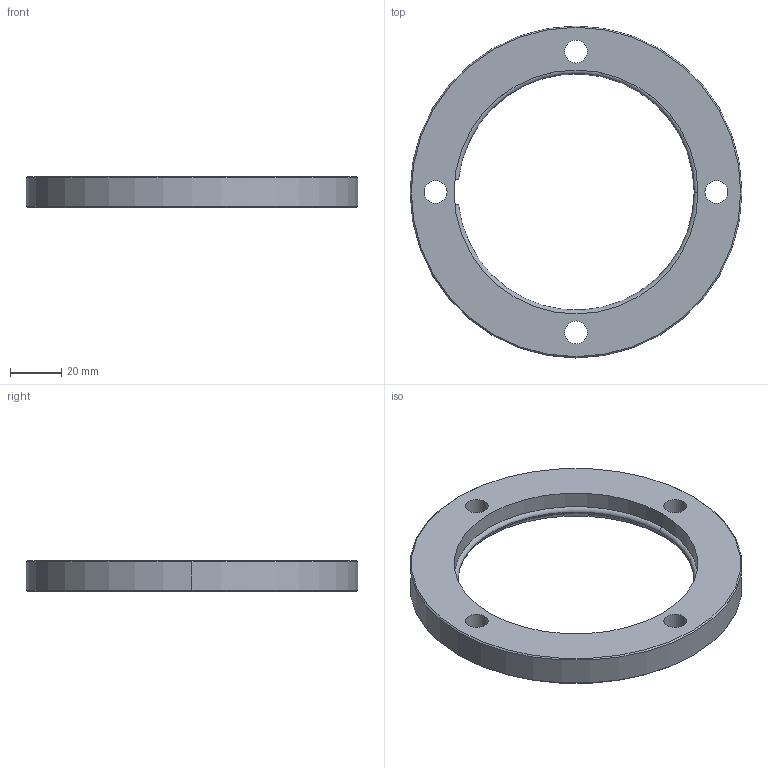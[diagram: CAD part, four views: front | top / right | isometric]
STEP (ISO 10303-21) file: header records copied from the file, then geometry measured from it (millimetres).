
FILE_DESCRIPTION (( 'STEP AP214' ), '1' );
FILE_NAME ('320FLU063.stp', '2017-04-13T11:50:36', ( '' ), ( '' ), 'SwSTEP 2.0', 'SolidWorks 2015', '' );
FILE_SCHEMA (( 'AUTOMOTIVE_DESIGN' ));
Length unit declared in the file: millimetre
Products named in the file (1): 320FLU063
Bounding box: 130 x 130 x 12 mm (x, y, z)
Volume: 69851 mm3; surface area: 23929.1 mm2
Topology: 2 solids, 2 shells, 29 faces, 64 edges, 40 vertices
Faces by surface type: cylinder 14, torus 6, plane 5, cone 4
Entity records: 1288 total; most frequent: CARTESIAN_POINT 232, DIRECTION 162, ORIENTED_EDGE 128, AXIS2_PLACEMENT_3D 72, EDGE_CURVE 64, CIRCLE 42, VERTEX_POINT 40, EDGE_LOOP 40
